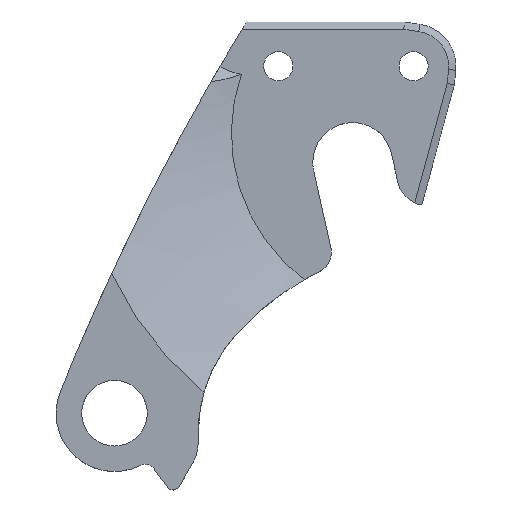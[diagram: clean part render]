
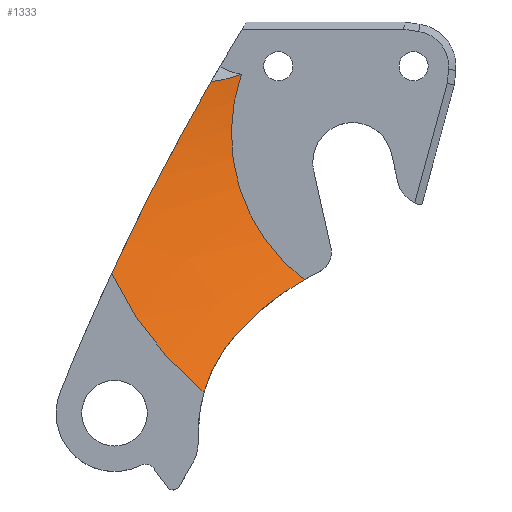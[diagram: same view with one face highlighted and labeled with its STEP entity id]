
A CAD part, top view. The second image highlights one B-rep face of the part: STEP entity #1333.
In plain terms, the highlighted conical face has half-angle 70 degrees and reference radius 25 mm.
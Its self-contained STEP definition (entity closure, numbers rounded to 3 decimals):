
#16 = CARTESIAN_POINT ( 'NONE',  ( -11.303, -26.531, 6.761 ) ) ;
#45 = EDGE_CURVE ( 'NONE', #1360, #1306, #49, .T. ) ;
#49 = B_SPLINE_CURVE_WITH_KNOTS ( 'NONE', 3,
 ( #182, #591, #1086, #84, #493, #949, #1439, #399 ),
 .UNSPECIFIED., .F., .F.,
 ( 4, 2, 2, 4 ),
 ( 0., 0.005, 0.007, 0.01 ),
 .UNSPECIFIED. ) ;
#58 = AXIS2_PLACEMENT_3D ( 'NONE', #629, #1136, #127 ) ;
#62 = EDGE_CURVE ( 'NONE', #1409, #728, #1154, .T. ) ;
#67 = CARTESIAN_POINT ( 'NONE',  ( -18.624, -37.383, 11.5 ) ) ;
#84 = CARTESIAN_POINT ( 'NONE',  ( -16.449, -32.413, 9.606 ) ) ;
#97 = B_SPLINE_CURVE_WITH_KNOTS ( 'NONE', 3,
 ( #268, #680, #1184, #178 ),
 .UNSPECIFIED., .F., .F.,
 ( 4, 4 ),
 ( 0., 0.004 ),
 .UNSPECIFIED. ) ;
#127 = DIRECTION ( 'NONE',  ( 1., 0., 0. ) ) ;
#140 = EDGE_CURVE ( 'NONE', #1306, #1428, #153, .T. ) ;
#153 = B_SPLINE_CURVE_WITH_KNOTS ( 'NONE', 3,
 ( #512, #982, #16, #424, #841, #1336 ),
 .UNSPECIFIED., .F., .F.,
 ( 4, 2, 4 ),
 ( 0., 0.006, 0.012 ),
 .UNSPECIFIED. ) ;
#154 = CARTESIAN_POINT ( 'NONE',  ( 10.126, -1.98, 4. ) ) ;
#170 = DIRECTION ( 'NONE',  ( 1., 0., 0. ) ) ;
#178 = CARTESIAN_POINT ( 'NONE',  ( -17.64, 5.192, 5.338 ) ) ;
#182 = CARTESIAN_POINT ( 'NONE',  ( -18.624, -37.383, 11.5 ) ) ;
#184 = CIRCLE ( 'NONE', #992, 45.606 ) ;
#193 = CARTESIAN_POINT ( 'NONE',  ( -30.249, -18.89, 10.822 ) ) ;
#204 = CARTESIAN_POINT ( 'NONE',  ( -4.886, -21.972, 4. ) ) ;
#268 = CARTESIAN_POINT ( 'NONE',  ( -13.503, 6.187, 4. ) ) ;
#291 = CARTESIAN_POINT ( 'NONE',  ( -25.919, -10.082, 8.328 ) ) ;
#350 = ORIENTED_EDGE ( 'NONE', *, *, #1199, .F. ) ;
#352 = ORIENTED_EDGE ( 'NONE', *, *, #1159, .T. ) ;
#356 = ORIENTED_EDGE ( 'NONE', *, *, #62, .T. ) ;
#361 = ORIENTED_EDGE ( 'NONE', *, *, #1128, .T. ) ;
#363 = ORIENTED_EDGE ( 'NONE', *, *, #45, .T. ) ;
#381 = CONICAL_SURFACE ( 'NONE', #1205, 25., 1.222 ) ;
#399 = CARTESIAN_POINT ( 'NONE',  ( -14.083, -29.318, 8.191 ) ) ;
#403 = CARTESIAN_POINT ( 'NONE',  ( -17.64, 5.192, 5.338 ) ) ;
#424 = CARTESIAN_POINT ( 'NONE',  ( -8.239, -24.082, 5.359 ) ) ;
#462 = CARTESIAN_POINT ( 'NONE',  ( -14.083, -29.318, 8.191 ) ) ;
#493 = CARTESIAN_POINT ( 'NONE',  ( -16.029, -31.76, 9.327 ) ) ;
#512 = CARTESIAN_POINT ( 'NONE',  ( -14.083, -29.318, 8.191 ) ) ;
#560 = DIRECTION ( 'NONE',  ( 0., 0., 1. ) ) ;
#591 = CARTESIAN_POINT ( 'NONE',  ( -18.189, -35.866, 10.972 ) ) ;
#601 = CARTESIAN_POINT ( 'NONE',  ( -31.278, -21.102, 11.5 ) ) ;
#627 = CIRCLE ( 'NONE', #58, 25. ) ;
#629 = CARTESIAN_POINT ( 'NONE',  ( 10.126, -1.98, 4. ) ) ;
#671 = CARTESIAN_POINT ( 'NONE',  ( 10.126, -1.98, 11.5 ) ) ;
#680 = CARTESIAN_POINT ( 'NONE',  ( -14.853, 5.679, 4.404 ) ) ;
#695 = ORIENTED_EDGE ( 'NONE', *, *, #140, .T. ) ;
#697 = CARTESIAN_POINT ( 'NONE',  ( -27.029, -12.281, 8.919 ) ) ;
#728 = VERTEX_POINT ( 'NONE', #1289 ) ;
#816 = CARTESIAN_POINT ( 'NONE',  ( -20.136, 0.844, 5.822 ) ) ;
#837 = CARTESIAN_POINT ( 'NONE',  ( -17.64, 5.192, 5.338 ) ) ;
#841 = CARTESIAN_POINT ( 'NONE',  ( -6.614, -22.969, 4.668 ) ) ;
#949 = CARTESIAN_POINT ( 'NONE',  ( -15.11, -30.496, 8.76 ) ) ;
#957 = VERTEX_POINT ( 'NONE', #1243 ) ;
#982 = CARTESIAN_POINT ( 'NONE',  ( -12.741, -27.867, 7.472 ) ) ;
#992 = AXIS2_PLACEMENT_3D ( 'NONE', #671, #1173, #170 ) ;
#1043 = DIRECTION ( 'NONE',  ( 1., 0., 0. ) ) ;
#1086 = CARTESIAN_POINT ( 'NONE',  ( -17.587, -34.435, 10.433 ) ) ;
#1128 = EDGE_CURVE ( 'NONE', #728, #1360, #184, .T. ) ;
#1136 = DIRECTION ( 'NONE',  ( 0., 0., 1. ) ) ;
#1154 = B_SPLINE_CURVE_WITH_KNOTS ( 'NONE', 3,
 ( #403, #816, #1305, #291, #697, #1198, #193, #601 ),
 .UNSPECIFIED., .F., .F.,
 ( 4, 2, 2, 4 ),
 ( 0.009, 0.025, 0.032, 0.04 ),
 .UNSPECIFIED. ) ;
#1159 = EDGE_CURVE ( 'NONE', #957, #1409, #97, .T. ) ;
#1160 = FACE_OUTER_BOUND ( 'NONE', #1303, .T. ) ;
#1173 = DIRECTION ( 'NONE',  ( 0., 0., 1. ) ) ;
#1184 = CARTESIAN_POINT ( 'NONE',  ( -16.232, 5.358, 4.857 ) ) ;
#1198 = CARTESIAN_POINT ( 'NONE',  ( -29.194, -16.685, 10.166 ) ) ;
#1199 = EDGE_CURVE ( 'NONE', #957, #1428, #627, .T. ) ;
#1205 = AXIS2_PLACEMENT_3D ( 'NONE', #154, #560, #1043 ) ;
#1243 = CARTESIAN_POINT ( 'NONE',  ( -13.503, 6.187, 4. ) ) ;
#1289 = CARTESIAN_POINT ( 'NONE',  ( -31.278, -21.102, 11.5 ) ) ;
#1303 = EDGE_LOOP ( 'NONE', ( #350, #352, #356, #361, #363, #695 ) ) ;
#1305 = CARTESIAN_POINT ( 'NONE',  ( -22.512, -3.51, 6.706 ) ) ;
#1306 = VERTEX_POINT ( 'NONE', #462 ) ;
#1333 = ADVANCED_FACE ( 'NONE', ( #1160 ), #381, .F. ) ;
#1336 = CARTESIAN_POINT ( 'NONE',  ( -4.886, -21.972, 4. ) ) ;
#1360 = VERTEX_POINT ( 'NONE', #67 ) ;
#1409 = VERTEX_POINT ( 'NONE', #837 ) ;
#1428 = VERTEX_POINT ( 'NONE', #204 ) ;
#1439 = CARTESIAN_POINT ( 'NONE',  ( -14.614, -29.892, 8.476 ) ) ;
